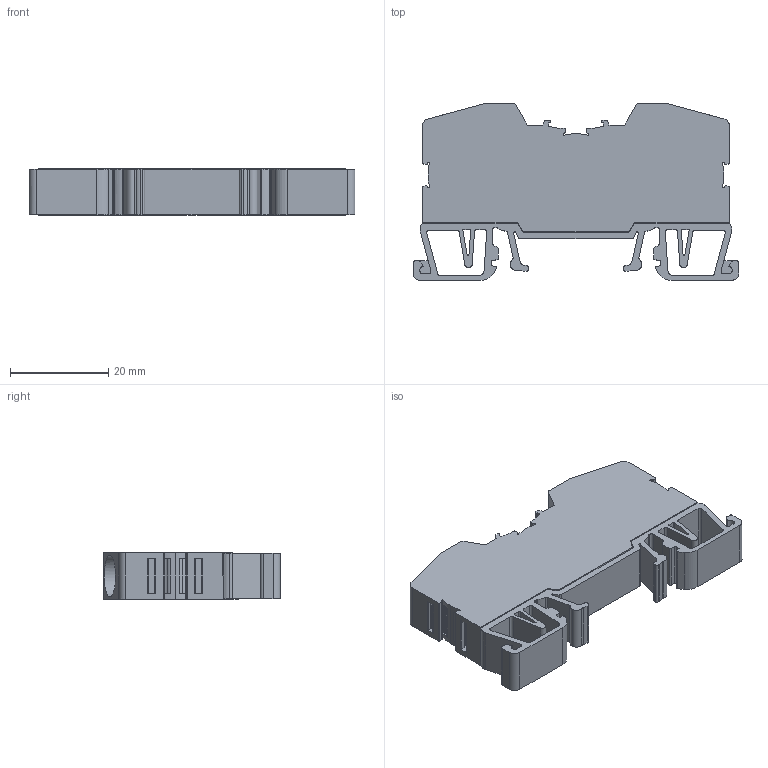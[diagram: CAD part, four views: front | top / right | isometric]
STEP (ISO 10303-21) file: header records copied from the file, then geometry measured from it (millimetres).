
FILE_DESCRIPTION (( 'STEP AP203' ), '1' );
FILE_NAME ('OPK 10.STEP', '2018-11-27T14:41:02', ( '' ), ( '' ), 'SwSTEP 2.0', 'SolidWorks 2011', '' );
FILE_SCHEMA (( 'CONFIG_CONTROL_DESIGN' ));
Length unit declared in the file: millimetre
Products named in the file (1): OPK 10
Bounding box: 66.4 x 36 x 9.5 mm (x, y, z)
Volume: 14793.6 mm3; surface area: 8669.3 mm2
Topology: 1 solids, 1 shells, 522 faces, 1529 edges, 1021 vertices
Faces by surface type: plane 279, cylinder 243
Entity records: 19252 total; most frequent: CARTESIAN_POINT 6394, ORIENTED_EDGE 3058, DIRECTION 2051, EDGE_CURVE 1529, VERTEX_POINT 1021, LINE 871, VECTOR 871, B_SPLINE_CURVE_WITH_KNOTS 591
